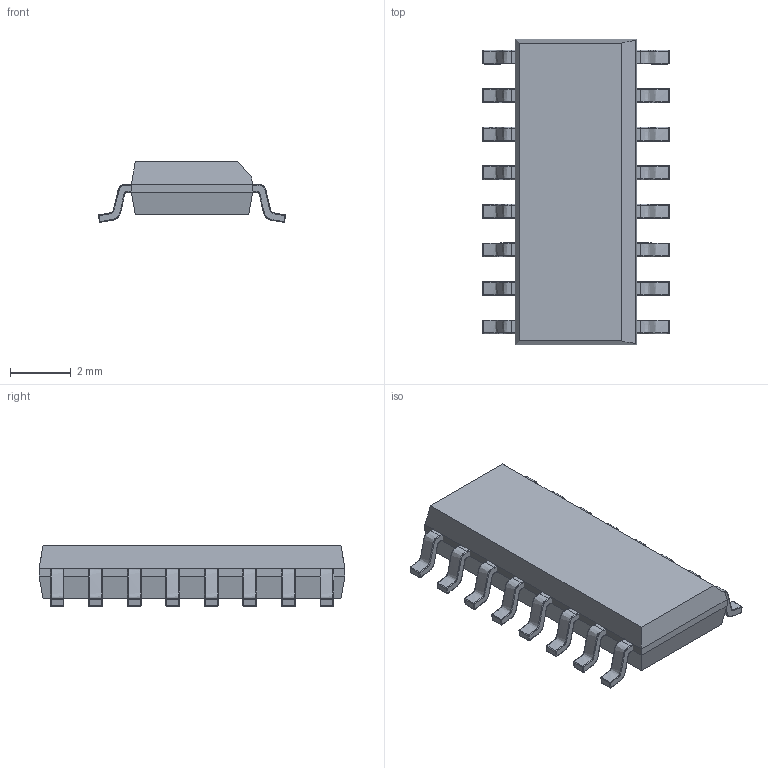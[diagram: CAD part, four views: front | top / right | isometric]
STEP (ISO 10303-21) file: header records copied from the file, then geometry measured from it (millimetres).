
FILE_DESCRIPTION( ( '' ), ' ' );
FILE_NAME( '5b496f145150f50eea7bebdc.step', '2018-07-14T03:33:40', ( '' ), ( '' ), ' ', ' ', ' ' );
FILE_SCHEMA( ( 'AUTOMOTIVE_DESIGN { 1 0 10303 214 1 1 1 1 }' ) );
Length unit declared in the file: metre
Products named in the file (17): Open CASCADE STEP translator 6.8 1
Bounding box: 6.16 x 10.08 x 2 mm (x, y, z)
Volume: 70.9 mm3; surface area: 172 mm2
Topology: 17 solids, 17 shells, 656 faces, 1368 edges, 734 vertices
Faces by surface type: cylinder 225, plane 141, bspline 131, sphere 96, extrusion 63
Entity records: 37971 total; most frequent: CARTESIAN_POINT 13171, ORIENTED_EDGE 2700, DIRECTION 2407, STYLED_ITEM 2006, PRESENTATION_STYLE_ASSIGNMENT 2006, COLOUR_RGB 2006, EDGE_CURVE 1350, CURVE_STYLE 1350
